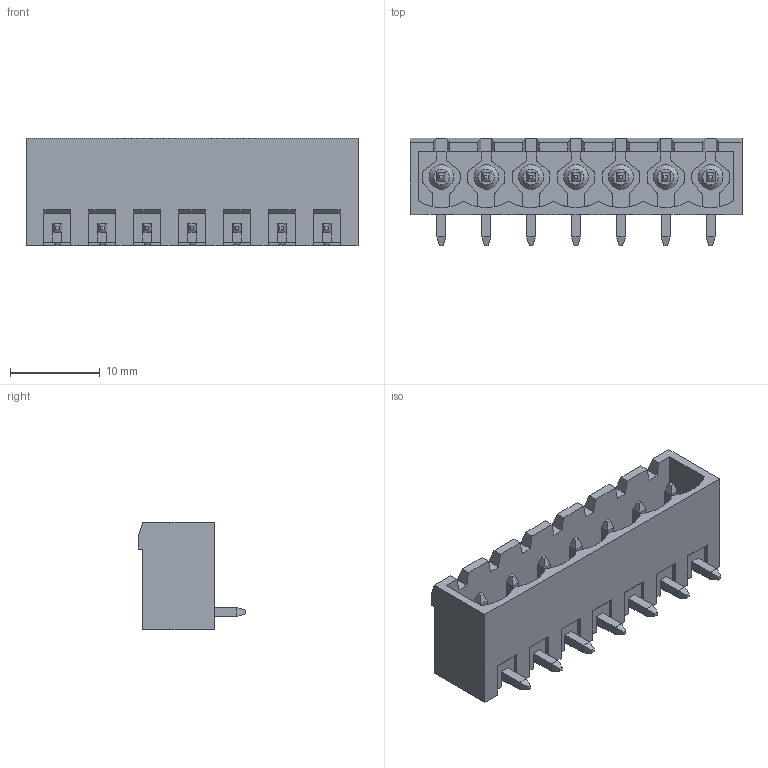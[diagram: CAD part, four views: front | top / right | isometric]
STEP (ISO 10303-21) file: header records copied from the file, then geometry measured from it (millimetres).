
FILE_DESCRIPTION( ( 'Unknown' ), '1' );
FILE_NAME( '691313710007.stp', 'Unknown', ( 'Unknown' ), ( 'Unknown' ), 'PSStep 18.0.17', 'Unknown', ' ' );
FILE_SCHEMA( ( 'AUTOMOTIVE_DESIGN { 1 0 10303 214 1 1 1 1 }' ) );
Length unit declared in the file: millimetre
Products named in the file (3): Assem1; 6913137100xx_PIN; 691313710007
Assembly tree (8 placements, depth 2):
  Assem1
    6913137100xx_PIN  x7
    691313710007
Bounding box: 37 x 12 x 12 mm (x, y, z)
Volume: 1460.3 mm3; surface area: 3516.3 mm2
Topology: 8 solids, 8 shells, 425 faces, 1129 edges, 727 vertices
Faces by surface type: plane 334, cylinder 77, cone 7, bspline 7
Full cylindrical faces by diameter (mm): 0.75 x7, 2.75 x7
Entity records: 12991 total; most frequent: CARTESIAN_POINT 1981, ORIENTED_EDGE 1744, DIRECTION 1692, EDGE_CURVE 872, LINE 702, VECTOR 702, VERTEX_POINT 588, AXIS2_PLACEMENT_3D 495
